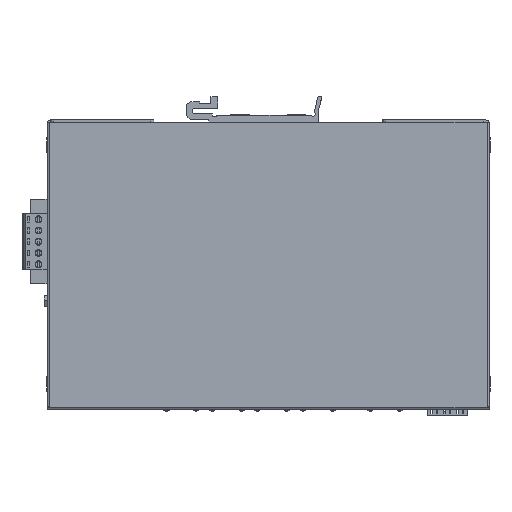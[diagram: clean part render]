
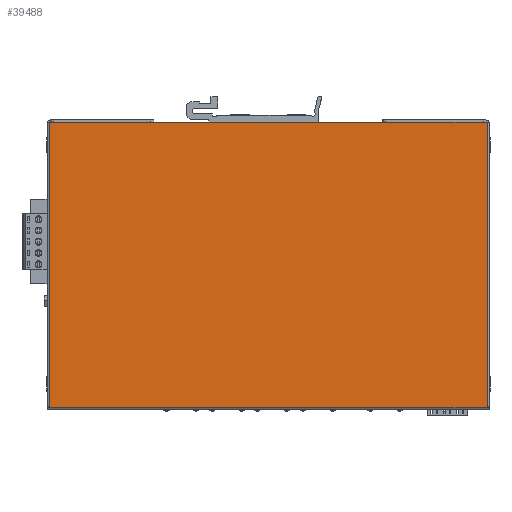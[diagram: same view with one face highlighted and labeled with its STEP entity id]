
A CAD part, top view. The second image highlights one B-rep face of the part: STEP entity #39488.
In plain terms, the highlighted planar face has unit normal (0, 0, 1).
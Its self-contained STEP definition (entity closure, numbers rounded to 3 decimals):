
#27910=DIRECTION('',(0.,-1.,0.));
#27911=VECTOR('',#27910,101.);
#27912=CARTESIAN_POINT('',(3889.244,-1146.331,41.));
#27913=LINE('',#27912,#27911);
#27944=DIRECTION('',(0.,1.,0.));
#27945=VECTOR('',#27944,0.2);
#27946=CARTESIAN_POINT('',(3889.244,-1247.531,41.));
#27947=LINE('',#27946,#27945);
#27948=DIRECTION('',(0.,-1.,0.));
#27949=VECTOR('',#27948,0.2);
#27950=CARTESIAN_POINT('',(3733.844,-1247.331,41.));
#27951=LINE('',#27950,#27949);
#27952=DIRECTION('',(-1.,0.,0.));
#27953=VECTOR('',#27952,155.4);
#27954=CARTESIAN_POINT('',(3889.244,-1146.331,41.));
#27955=LINE('',#27954,#27953);
#29913=DIRECTION('',(0.,1.,0.));
#29914=VECTOR('',#29913,101.);
#29915=CARTESIAN_POINT('',(3733.844,-1247.331,41.));
#29916=LINE('',#29915,#29914);
#30318=DIRECTION('',(-1.,0.,0.));
#30319=VECTOR('',#30318,155.4);
#30320=CARTESIAN_POINT('',(3889.244,-1247.531,41.));
#30321=LINE('',#30320,#30319);
#36584=CARTESIAN_POINT('',(3889.244,-1146.331,41.));
#36586=VERTEX_POINT('',#36584);
#36588=CARTESIAN_POINT('',(3889.244,-1247.331,41.));
#36589=VERTEX_POINT('',#36588);
#36592=CARTESIAN_POINT('',(3733.844,-1146.331,41.));
#36593=VERTEX_POINT('',#36592);
#36594=CARTESIAN_POINT('',(3889.244,-1247.531,41.));
#36595=VERTEX_POINT('',#36594);
#36602=CARTESIAN_POINT('',(3733.844,-1247.331,41.));
#36603=VERTEX_POINT('',#36602);
#36604=CARTESIAN_POINT('',(3733.844,-1247.531,41.));
#36605=VERTEX_POINT('',#36604);
#39471=CARTESIAN_POINT('',(3811.544,-1197.638,41.));
#39472=DIRECTION('',(0.,0.,1.));
#39473=DIRECTION('',(1.,0.,0.));
#39474=AXIS2_PLACEMENT_3D('',#39471,#39472,#39473);
#39475=PLANE('',#39474);
#39476=ORIENTED_EDGE('',*,*,#39439,.T.);
#39478=ORIENTED_EDGE('',*,*,#39477,.F.);
#39480=ORIENTED_EDGE('',*,*,#39479,.T.);
#39482=ORIENTED_EDGE('',*,*,#39481,.F.);
#39484=ORIENTED_EDGE('',*,*,#39483,.T.);
#39485=ORIENTED_EDGE('',*,*,#39450,.F.);
#39486=EDGE_LOOP('',(#39476,#39478,#39480,#39482,#39484,#39485));
#39487=FACE_OUTER_BOUND('',#39486,.F.);
#39439=EDGE_CURVE('',#36586,#36589,#27913,.T.);
#39450=EDGE_CURVE('',#36586,#36593,#27955,.T.);
#39477=EDGE_CURVE('',#36595,#36589,#27947,.T.);
#39479=EDGE_CURVE('',#36595,#36605,#30321,.T.);
#39481=EDGE_CURVE('',#36603,#36605,#27951,.T.);
#39483=EDGE_CURVE('',#36603,#36593,#29916,.T.);
#39488=ADVANCED_FACE('',(#39487),#39475,.T.);
